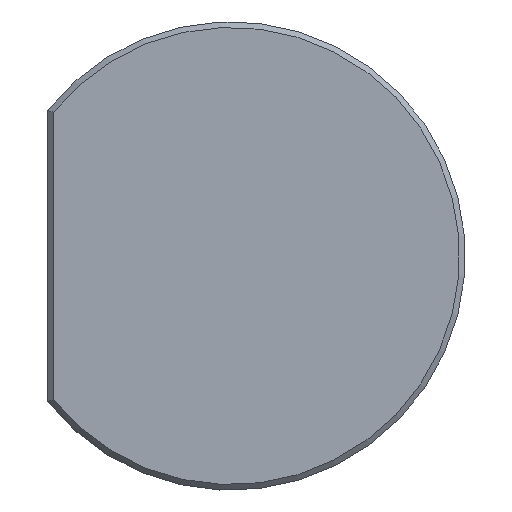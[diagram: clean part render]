
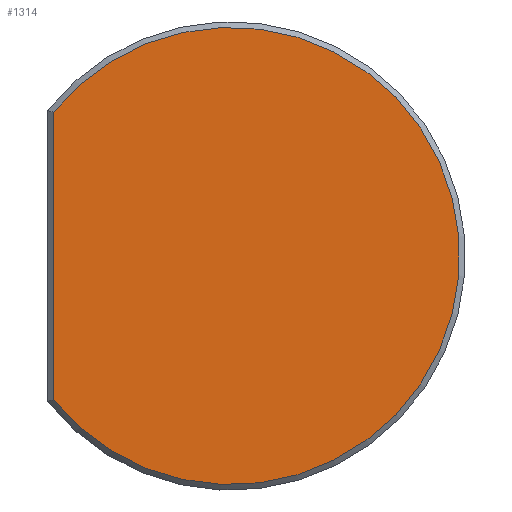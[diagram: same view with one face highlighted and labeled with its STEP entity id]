
A CAD part, left-side view. The second image highlights one B-rep face of the part: STEP entity #1314.
In plain terms, the highlighted planar face has unit normal (-1, 0, 0).
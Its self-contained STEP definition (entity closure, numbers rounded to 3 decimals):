
#49=DIRECTION('',(0.,0.,-1.));
#50=VECTOR('',#49,50.912);
#51=CARTESIAN_POINT('',(-20.,31.5,25.456));
#52=LINE('',#51,#50);
#53=CARTESIAN_POINT('',(-20.,0.,0.));
#54=DIRECTION('',(1.,0.,0.));
#55=DIRECTION('',(0.,0.778,0.629));
#56=AXIS2_PLACEMENT_3D('',#53,#54,#55);
#1227=CARTESIAN_POINT('',(-20.,31.5,25.456));
#1228=CARTESIAN_POINT('',(-20.,31.5,
-25.456));
#1229=VERTEX_POINT('',#1227);
#1230=VERTEX_POINT('',#1228);
#1303=CARTESIAN_POINT('',(-20.,0.,0.));
#1304=DIRECTION('',(1.,0.,0.));
#1305=DIRECTION('',(0.,-1.,0.));
#1306=AXIS2_PLACEMENT_3D('',#1303,#1304,#1305);
#1307=PLANE('',#1306);
#1309=ORIENTED_EDGE('',*,*,#1308,.F.);
#1311=ORIENTED_EDGE('',*,*,#1310,.T.);
#1312=EDGE_LOOP('',(#1309,#1311));
#1313=FACE_OUTER_BOUND('',#1312,.F.);
#1314=ADVANCED_FACE('',(#1313),#1307,.F.);
#57=CIRCLE('',#56,40.5);
#1308=EDGE_CURVE('',#1229,#1230,#52,.T.);
#1310=EDGE_CURVE('',#1229,#1230,#57,.T.);
